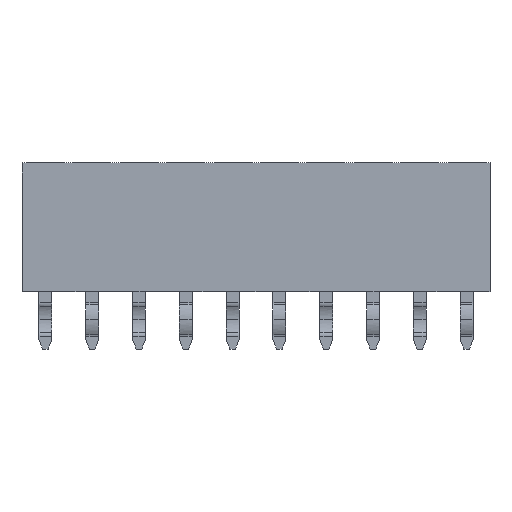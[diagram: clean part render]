
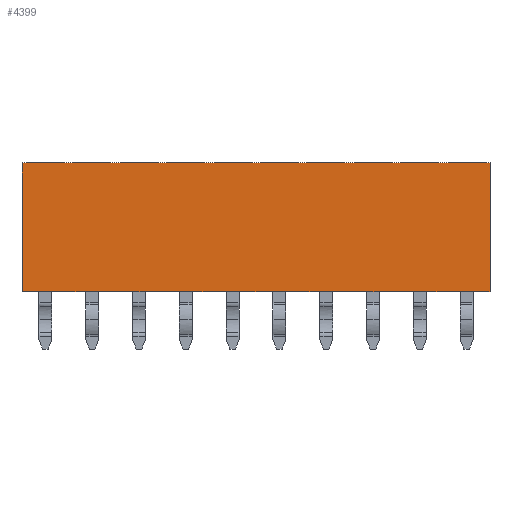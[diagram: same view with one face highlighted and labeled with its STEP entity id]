
A CAD part, top view. The second image highlights one B-rep face of the part: STEP entity #4399.
In plain terms, the highlighted planar face has unit normal (0, 0, 1).
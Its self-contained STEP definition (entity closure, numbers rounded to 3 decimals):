
#109=CARTESIAN_POINT('',(25.4,7.,0.));
#110=VERTEX_POINT('',#109);
#152=CARTESIAN_POINT('',(25.4,0.,0.));
#153=VERTEX_POINT('',#152);
#163=CARTESIAN_POINT('',(25.4,0.,0.));
#164=CARTESIAN_POINT('',(25.4,1.4,0.));
#165=CARTESIAN_POINT('',(25.4,2.8,0.));
#166=CARTESIAN_POINT('',(25.4,4.2,0.));
#167=CARTESIAN_POINT('',(25.4,5.6,0.));
#168=CARTESIAN_POINT('',(25.4,7.,0.));
#169=B_SPLINE_CURVE_WITH_KNOTS('',5,(#163,#164,#165,#166,#167,#168),.UNSPECIFIED.,.F.,.U.,(6,6),(0.,7.),.UNSPECIFIED.);
#170=EDGE_CURVE('',#153,#110,#169,.T.);
#1439=CARTESIAN_POINT('',(50.8,7.,0.));
#1440=VERTEX_POINT('',#1439);
#1441=CARTESIAN_POINT('',(25.4,7.,0.));
#1442=CARTESIAN_POINT('',(30.48,7.,0.));
#1443=CARTESIAN_POINT('',(35.56,7.,0.));
#1444=CARTESIAN_POINT('',(40.64,7.,0.));
#1445=CARTESIAN_POINT('',(45.72,7.,0.));
#1446=CARTESIAN_POINT('',(50.8,7.,0.));
#1447=B_SPLINE_CURVE_WITH_KNOTS('',5,(#1441,#1442,#1443,#1444,#1445,#1446),.UNSPECIFIED.,.F.,.U.,(6,6),(0.,25.4),.UNSPECIFIED.);
#1448=EDGE_CURVE('',#110,#1440,#1447,.T.);
#2364=CARTESIAN_POINT('',(50.8,0.,0.));
#2365=VERTEX_POINT('',#2364);
#2366=CARTESIAN_POINT('',(50.8,7.,0.));
#2367=CARTESIAN_POINT('',(50.8,5.6,0.));
#2368=CARTESIAN_POINT('',(50.8,4.2,0.));
#2369=CARTESIAN_POINT('',(50.8,2.8,0.));
#2370=CARTESIAN_POINT('',(50.8,1.4,0.));
#2371=CARTESIAN_POINT('',(50.8,0.,0.));
#2372=B_SPLINE_CURVE_WITH_KNOTS('',5,(#2366,#2367,#2368,#2369,#2370,#2371),.UNSPECIFIED.,.F.,.U.,(6,6),(0.,7.),.UNSPECIFIED.);
#2373=EDGE_CURVE('',#1440,#2365,#2372,.T.);
#4190=CARTESIAN_POINT('',(38.1,3.5,0.));
#4191=DIRECTION('',(1.,0.,0.));
#4192=DIRECTION('',(0.,0.,1.));
#4193=AXIS2_PLACEMENT_3D('',#4190,#4192,#4191);
#4194=PLANE('',#4193);
#4195=CARTESIAN_POINT('',(26.07,0.,0.));
#4196=VERTEX_POINT('',#4195);
#4197=CARTESIAN_POINT('',(26.07,0.,0.));
#4198=CARTESIAN_POINT('',(25.936,0.,0.));
#4199=CARTESIAN_POINT('',(25.802,0.,0.));
#4200=CARTESIAN_POINT('',(25.668,0.,0.));
#4201=CARTESIAN_POINT('',(25.534,0.,0.));
#4202=CARTESIAN_POINT('',(25.4,0.,0.));
#4203=B_SPLINE_CURVE_WITH_KNOTS('',5,(#4197,#4198,#4199,#4200,#4201,#4202),.UNSPECIFIED.,.F.,.U.,(6,6),(0.,0.67),.UNSPECIFIED.);
#4204=EDGE_CURVE('',#4196,#153,#4203,.T.);
#4205=ORIENTED_EDGE('',*,*,#4204,.F.);
#4206=CARTESIAN_POINT('',(27.27,0.,0.));
#4207=VERTEX_POINT('',#4206);
#4208=CARTESIAN_POINT('',(27.27,0.,0.));
#4209=DIRECTION('',(-1.,0.,0.));
#4210=VECTOR('',#4209,1.2);
#4211=LINE('',#4208,#4210);
#4212=EDGE_CURVE('',#4207,#4196,#4211,.T.);
#4213=ORIENTED_EDGE('',*,*,#4212,.F.);
#4214=CARTESIAN_POINT('',(28.61,0.,0.));
#4215=VERTEX_POINT('',#4214);
#4216=CARTESIAN_POINT('',(27.27,0.,0.));
#4217=CARTESIAN_POINT('',(27.538,0.,0.));
#4218=CARTESIAN_POINT('',(27.806,0.,0.));
#4219=CARTESIAN_POINT('',(28.074,0.,0.));
#4220=CARTESIAN_POINT('',(28.342,0.,0.));
#4221=CARTESIAN_POINT('',(28.61,0.,0.));
#4222=B_SPLINE_CURVE_WITH_KNOTS('',5,(#4216,#4217,#4218,#4219,#4220,#4221),.UNSPECIFIED.,.F.,.U.,(6,6),(0.,1.34),.UNSPECIFIED.);
#4223=EDGE_CURVE('',#4207,#4215,#4222,.T.);
#4224=ORIENTED_EDGE('',*,*,#4223,.T.);
#4225=CARTESIAN_POINT('',(29.81,0.,0.));
#4226=VERTEX_POINT('',#4225);
#4227=CARTESIAN_POINT('',(29.81,0.,0.));
#4228=DIRECTION('',(-1.,0.,0.));
#4229=VECTOR('',#4228,1.2);
#4230=LINE('',#4227,#4229);
#4231=EDGE_CURVE('',#4226,#4215,#4230,.T.);
#4232=ORIENTED_EDGE('',*,*,#4231,.F.);
#4233=CARTESIAN_POINT('',(31.15,0.,0.));
#4234=VERTEX_POINT('',#4233);
#4235=CARTESIAN_POINT('',(29.81,0.,0.));
#4236=CARTESIAN_POINT('',(30.078,0.,0.));
#4237=CARTESIAN_POINT('',(30.346,0.,0.));
#4238=CARTESIAN_POINT('',(30.614,0.,0.));
#4239=CARTESIAN_POINT('',(30.882,0.,0.));
#4240=CARTESIAN_POINT('',(31.15,0.,0.));
#4241=B_SPLINE_CURVE_WITH_KNOTS('',5,(#4235,#4236,#4237,#4238,#4239,#4240),.UNSPECIFIED.,.F.,.U.,(6,6),(0.,1.34),.UNSPECIFIED.);
#4242=EDGE_CURVE('',#4226,#4234,#4241,.T.);
#4243=ORIENTED_EDGE('',*,*,#4242,.T.);
#4244=CARTESIAN_POINT('',(32.35,0.,0.));
#4245=VERTEX_POINT('',#4244);
#4246=CARTESIAN_POINT('',(32.35,0.,0.));
#4247=DIRECTION('',(-1.,0.,0.));
#4248=VECTOR('',#4247,1.2);
#4249=LINE('',#4246,#4248);
#4250=EDGE_CURVE('',#4245,#4234,#4249,.T.);
#4251=ORIENTED_EDGE('',*,*,#4250,.F.);
#4252=CARTESIAN_POINT('',(33.69,0.,0.));
#4253=VERTEX_POINT('',#4252);
#4254=CARTESIAN_POINT('',(32.35,0.,0.));
#4255=CARTESIAN_POINT('',(32.618,0.,0.));
#4256=CARTESIAN_POINT('',(32.886,0.,0.));
#4257=CARTESIAN_POINT('',(33.154,0.,0.));
#4258=CARTESIAN_POINT('',(33.422,0.,0.));
#4259=CARTESIAN_POINT('',(33.69,0.,0.));
#4260=B_SPLINE_CURVE_WITH_KNOTS('',5,(#4254,#4255,#4256,#4257,#4258,#4259),.UNSPECIFIED.,.F.,.U.,(6,6),(0.,1.34),.UNSPECIFIED.);
#4261=EDGE_CURVE('',#4245,#4253,#4260,.T.);
#4262=ORIENTED_EDGE('',*,*,#4261,.T.);
#4263=CARTESIAN_POINT('',(34.89,0.,0.));
#4264=VERTEX_POINT('',#4263);
#4265=CARTESIAN_POINT('',(34.89,0.,0.));
#4266=DIRECTION('',(-1.,0.,0.));
#4267=VECTOR('',#4266,1.2);
#4268=LINE('',#4265,#4267);
#4269=EDGE_CURVE('',#4264,#4253,#4268,.T.);
#4270=ORIENTED_EDGE('',*,*,#4269,.F.);
#4271=CARTESIAN_POINT('',(36.23,0.,0.));
#4272=VERTEX_POINT('',#4271);
#4273=CARTESIAN_POINT('',(34.89,0.,0.));
#4274=CARTESIAN_POINT('',(35.158,0.,0.));
#4275=CARTESIAN_POINT('',(35.426,0.,0.));
#4276=CARTESIAN_POINT('',(35.694,0.,0.));
#4277=CARTESIAN_POINT('',(35.962,0.,0.));
#4278=CARTESIAN_POINT('',(36.23,0.,0.));
#4279=B_SPLINE_CURVE_WITH_KNOTS('',5,(#4273,#4274,#4275,#4276,#4277,#4278),.UNSPECIFIED.,.F.,.U.,(6,6),(0.,1.34),.UNSPECIFIED.);
#4280=EDGE_CURVE('',#4264,#4272,#4279,.T.);
#4281=ORIENTED_EDGE('',*,*,#4280,.T.);
#4282=CARTESIAN_POINT('',(37.43,0.,0.));
#4283=VERTEX_POINT('',#4282);
#4284=CARTESIAN_POINT('',(37.43,0.,0.));
#4285=DIRECTION('',(-1.,0.,0.));
#4286=VECTOR('',#4285,1.2);
#4287=LINE('',#4284,#4286);
#4288=EDGE_CURVE('',#4283,#4272,#4287,.T.);
#4289=ORIENTED_EDGE('',*,*,#4288,.F.);
#4290=CARTESIAN_POINT('',(38.77,0.,0.));
#4291=VERTEX_POINT('',#4290);
#4292=CARTESIAN_POINT('',(37.43,0.,0.));
#4293=CARTESIAN_POINT('',(37.698,0.,0.));
#4294=CARTESIAN_POINT('',(37.966,0.,0.));
#4295=CARTESIAN_POINT('',(38.234,0.,0.));
#4296=CARTESIAN_POINT('',(38.502,0.,0.));
#4297=CARTESIAN_POINT('',(38.77,0.,0.));
#4298=B_SPLINE_CURVE_WITH_KNOTS('',5,(#4292,#4293,#4294,#4295,#4296,#4297),.UNSPECIFIED.,.F.,.U.,(6,6),(0.,1.34),.UNSPECIFIED.);
#4299=EDGE_CURVE('',#4283,#4291,#4298,.T.);
#4300=ORIENTED_EDGE('',*,*,#4299,.T.);
#4301=CARTESIAN_POINT('',(39.97,0.,0.));
#4302=VERTEX_POINT('',#4301);
#4303=CARTESIAN_POINT('',(39.97,0.,0.));
#4304=DIRECTION('',(-1.,0.,0.));
#4305=VECTOR('',#4304,1.2);
#4306=LINE('',#4303,#4305);
#4307=EDGE_CURVE('',#4302,#4291,#4306,.T.);
#4308=ORIENTED_EDGE('',*,*,#4307,.F.);
#4309=CARTESIAN_POINT('',(41.31,0.,0.));
#4310=VERTEX_POINT('',#4309);
#4311=CARTESIAN_POINT('',(39.97,0.,0.));
#4312=CARTESIAN_POINT('',(40.238,0.,0.));
#4313=CARTESIAN_POINT('',(40.506,0.,0.));
#4314=CARTESIAN_POINT('',(40.774,0.,0.));
#4315=CARTESIAN_POINT('',(41.042,0.,0.));
#4316=CARTESIAN_POINT('',(41.31,0.,0.));
#4317=B_SPLINE_CURVE_WITH_KNOTS('',5,(#4311,#4312,#4313,#4314,#4315,#4316),.UNSPECIFIED.,.F.,.U.,(6,6),(0.,1.34),.UNSPECIFIED.);
#4318=EDGE_CURVE('',#4302,#4310,#4317,.T.);
#4319=ORIENTED_EDGE('',*,*,#4318,.T.);
#4320=CARTESIAN_POINT('',(42.51,0.,0.));
#4321=VERTEX_POINT('',#4320);
#4322=CARTESIAN_POINT('',(42.51,0.,0.));
#4323=DIRECTION('',(-1.,0.,0.));
#4324=VECTOR('',#4323,1.2);
#4325=LINE('',#4322,#4324);
#4326=EDGE_CURVE('',#4321,#4310,#4325,.T.);
#4327=ORIENTED_EDGE('',*,*,#4326,.F.);
#4328=CARTESIAN_POINT('',(43.85,0.,0.));
#4329=VERTEX_POINT('',#4328);
#4330=CARTESIAN_POINT('',(42.51,0.,0.));
#4331=CARTESIAN_POINT('',(42.778,0.,0.));
#4332=CARTESIAN_POINT('',(43.046,0.,0.));
#4333=CARTESIAN_POINT('',(43.314,0.,0.));
#4334=CARTESIAN_POINT('',(43.582,0.,0.));
#4335=CARTESIAN_POINT('',(43.85,0.,0.));
#4336=B_SPLINE_CURVE_WITH_KNOTS('',5,(#4330,#4331,#4332,#4333,#4334,#4335),.UNSPECIFIED.,.F.,.U.,(6,6),(0.,1.34),.UNSPECIFIED.);
#4337=EDGE_CURVE('',#4321,#4329,#4336,.T.);
#4338=ORIENTED_EDGE('',*,*,#4337,.T.);
#4339=CARTESIAN_POINT('',(45.05,0.,0.));
#4340=VERTEX_POINT('',#4339);
#4341=CARTESIAN_POINT('',(45.05,0.,0.));
#4342=DIRECTION('',(-1.,0.,0.));
#4343=VECTOR('',#4342,1.2);
#4344=LINE('',#4341,#4343);
#4345=EDGE_CURVE('',#4340,#4329,#4344,.T.);
#4346=ORIENTED_EDGE('',*,*,#4345,.F.);
#4347=CARTESIAN_POINT('',(46.39,0.,0.));
#4348=VERTEX_POINT('',#4347);
#4349=CARTESIAN_POINT('',(45.05,0.,0.));
#4350=CARTESIAN_POINT('',(45.318,0.,0.));
#4351=CARTESIAN_POINT('',(45.586,0.,0.));
#4352=CARTESIAN_POINT('',(45.854,0.,0.));
#4353=CARTESIAN_POINT('',(46.122,0.,0.));
#4354=CARTESIAN_POINT('',(46.39,0.,0.));
#4355=B_SPLINE_CURVE_WITH_KNOTS('',5,(#4349,#4350,#4351,#4352,#4353,#4354),.UNSPECIFIED.,.F.,.U.,(6,6),(0.,1.34),.UNSPECIFIED.);
#4356=EDGE_CURVE('',#4340,#4348,#4355,.T.);
#4357=ORIENTED_EDGE('',*,*,#4356,.T.);
#4358=CARTESIAN_POINT('',(47.59,0.,0.));
#4359=VERTEX_POINT('',#4358);
#4360=CARTESIAN_POINT('',(47.59,0.,0.));
#4361=DIRECTION('',(-1.,0.,0.));
#4362=VECTOR('',#4361,1.2);
#4363=LINE('',#4360,#4362);
#4364=EDGE_CURVE('',#4359,#4348,#4363,.T.);
#4365=ORIENTED_EDGE('',*,*,#4364,.F.);
#4366=CARTESIAN_POINT('',(48.93,0.,0.));
#4367=VERTEX_POINT('',#4366);
#4368=CARTESIAN_POINT('',(47.59,0.,0.));
#4369=CARTESIAN_POINT('',(47.858,0.,0.));
#4370=CARTESIAN_POINT('',(48.126,0.,0.));
#4371=CARTESIAN_POINT('',(48.394,0.,0.));
#4372=CARTESIAN_POINT('',(48.662,0.,0.));
#4373=CARTESIAN_POINT('',(48.93,0.,0.));
#4374=B_SPLINE_CURVE_WITH_KNOTS('',5,(#4368,#4369,#4370,#4371,#4372,#4373),.UNSPECIFIED.,.F.,.U.,(6,6),(0.,1.34),.UNSPECIFIED.);
#4375=EDGE_CURVE('',#4359,#4367,#4374,.T.);
#4376=ORIENTED_EDGE('',*,*,#4375,.T.);
#4377=CARTESIAN_POINT('',(50.13,0.,0.));
#4378=VERTEX_POINT('',#4377);
#4379=CARTESIAN_POINT('',(50.13,0.,0.));
#4380=DIRECTION('',(-1.,0.,0.));
#4381=VECTOR('',#4380,1.2);
#4382=LINE('',#4379,#4381);
#4383=EDGE_CURVE('',#4378,#4367,#4382,.T.);
#4384=ORIENTED_EDGE('',*,*,#4383,.F.);
#4385=CARTESIAN_POINT('',(50.13,0.,0.));
#4386=CARTESIAN_POINT('',(50.264,0.,0.));
#4387=CARTESIAN_POINT('',(50.398,0.,0.));
#4388=CARTESIAN_POINT('',(50.532,0.,0.));
#4389=CARTESIAN_POINT('',(50.666,0.,0.));
#4390=CARTESIAN_POINT('',(50.8,0.,0.));
#4391=B_SPLINE_CURVE_WITH_KNOTS('',5,(#4385,#4386,#4387,#4388,#4389,#4390),.UNSPECIFIED.,.F.,.U.,(6,6),(0.,0.67),.UNSPECIFIED.);
#4392=EDGE_CURVE('',#4378,#2365,#4391,.T.);
#4393=ORIENTED_EDGE('',*,*,#4392,.T.);
#4394=ORIENTED_EDGE('',*,*,#2373,.F.);
#4395=ORIENTED_EDGE('',*,*,#1448,.F.);
#4396=ORIENTED_EDGE('',*,*,#170,.F.);
#4397=EDGE_LOOP('',(#4205,#4213,#4224,#4232,#4243,#4251,#4262,#4270,#4281,#4289,#4300,#4308,#4319,#4327,#4338,#4346,#4357,#4365,#4376,#4384,#4393,#4394,#4395,#4396));
#4398=FACE_OUTER_BOUND('',#4397,.T.);
#4399=ADVANCED_FACE('',(#4398),#4194,.T.);
